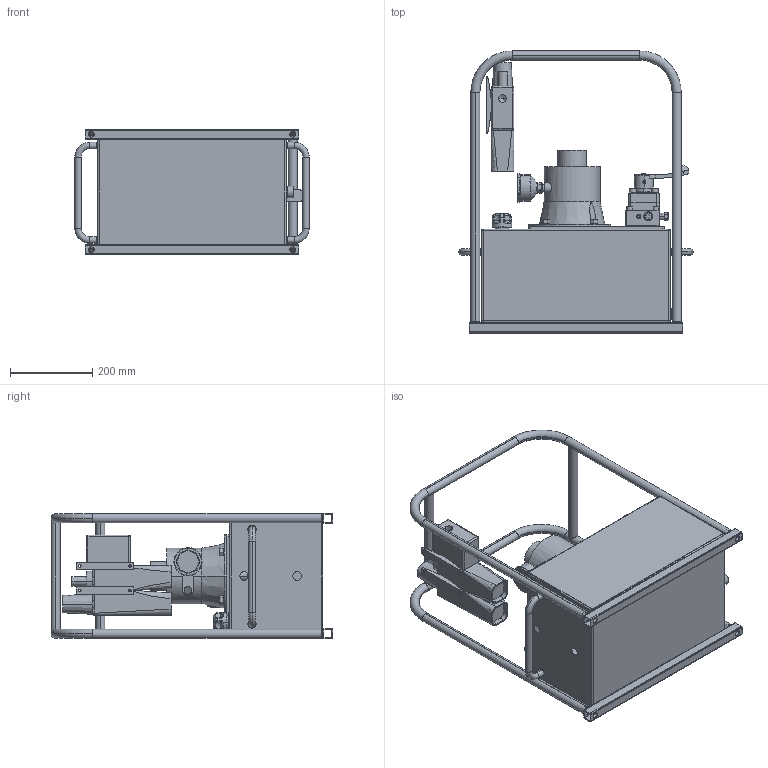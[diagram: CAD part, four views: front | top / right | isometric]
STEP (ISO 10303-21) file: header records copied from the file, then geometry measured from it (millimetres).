
FILE_DESCRIPTION (( 'STEP AP203' ), '1' );
FILE_NAME ('HAP21042.STEP', '2016-12-16T11:22:58', ( '' ), ( '' ), 'SwSTEP 2.0', 'SolidWorks 2016', '' );
FILE_SCHEMA (( 'CONFIG_CONTROL_DESIGN' ));
Length unit declared in the file: millimetre
Products named in the file (43): SPC005CA001; SPRING PIN_PCC006RD000; FFC011MG001; 15478_Default<As Machined>; BALL_BAC006SN000; SPC010CA001; SEC003KT001; FPC002PN001; MCC000AF006_OPP HAND; SOCKET CAP HEAD SCREWS_BLC008KC060; SPC014LC001; BACK UP RING_SEC011BA001; FPC003PN001; AM4 muffler; TAC025AS001_Default<As Machined>; PMV3; VFC000BD003; O-RING_SEC011RA001; FPC010PN001; VFC010BF007; TAC000BA003; HAP21042; VFC000SC001; BACK UP RING_SEC012BA002; FPC010PN002; SOCKET CAP HEAD SCREWS_BLC005HU020; SOCKET COUNTERSUNK SCREWS_BLC005HF016; VFC000SQ002; O-RING_SEC012RA003; HLC012LP002; SOCKET CAP HEAD SCREWS_BLC010LC060; FFC028PZ001 ROUGH; VFC000SR002; O-RING_SEC016RA002; SPRING PIN_PCC003RB006; BSC035NA001; HEX HEAD BOLT_BLC010LB025; VFC000ST001; O-RING_SEC049RF001; SPRING PIN_PCC004RC001 ...
Assembly tree (79 placements, depth 3):
  HAP21042
    TAC025AS001_Default<As Machined>
    TAC000BA003
    SOCKET COUNTERSUNK SCREWS_BLC005HF016  x10
    FFC028PZ001 ROUGH
    HEX HEAD BOLT_BLC010LB025  x4
    AM4
    15478_Default<As Machined>
    MCC000AF006_OPP HAND
    AM4 muffler
    PMV3
      VFC010BF007
      SOCKET CAP HEAD SCREWS_BLC005HU020  x2
      SOCKET CAP HEAD SCREWS_BLC010LC060  x4
      BSC035NA001
      BSC035NA002
      FFC011MG001
      FPC002PN001  x2
      FPC003PN001
      FPC010PN001
      FPC010PN002  x3
      HLC012LP002
      SPRING PIN_PCC003RB006
      SPRING PIN_PCC004RC001  x2
      SPRING PIN_PCC006RD000  x2
      SEC003KT001
      BACK UP RING_SEC011BA001  x3
      O-RING_SEC011RA001  x3
      BACK UP RING_SEC012BA002
      O-RING_SEC012RA003
      O-RING_SEC016RA002  x4
      O-RING_SEC049RF001
      SPC005CA001
      SPC010CA001  x3
      SPC014LC001
      VFC000BD003
      VFC000SC001  x3
      VFC000SQ002
      VFC000SR002
      VFC000ST001
      VFC000SU001  x3
      BALL_BAC006SN000
      SOCKET CAP HEAD SCREWS_BLC008KC060  x4
Bounding box: 570 x 686 x 306 mm (x, y, z)
Volume: 7668192.5 mm3; surface area: 2497166.9 mm2
Topology: 98 solids, 98 shells, 2231 faces, 5223 edges, 3219 vertices
Faces by surface type: cylinder 831, plane 750, cone 376, torus 177, bspline 70, sphere 27
Entity records: 67992 total; most frequent: CARTESIAN_POINT 21888, DIRECTION 8912, ORIENTED_EDGE 8046, EDGE_CURVE 4023, AXIS2_PLACEMENT_3D 3567, VERTEX_POINT 2526, EDGE_LOOP 2085, CIRCLE 1844
